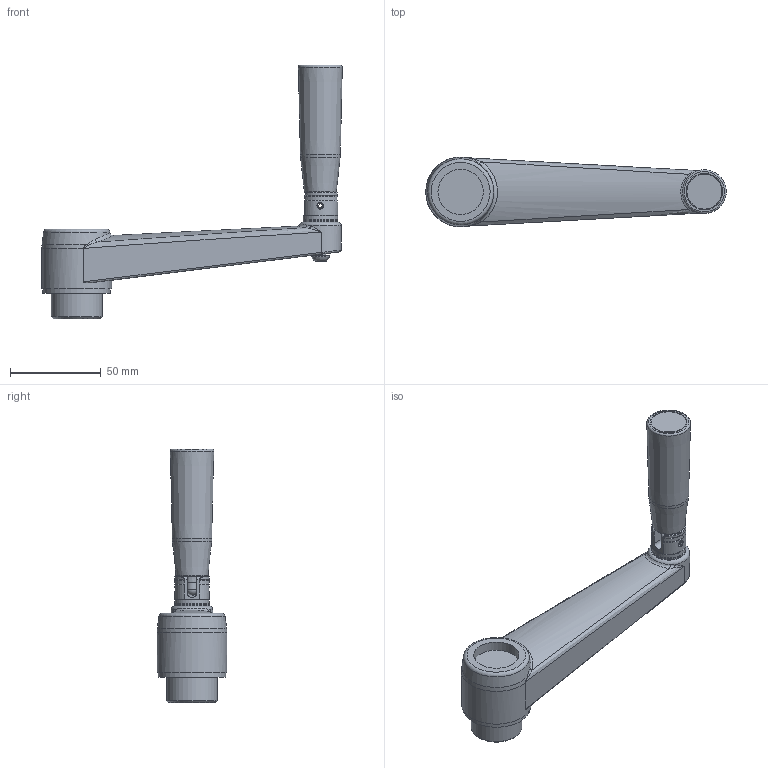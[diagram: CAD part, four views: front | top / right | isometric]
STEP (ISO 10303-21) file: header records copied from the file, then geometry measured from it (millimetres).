
FILE_DESCRIPTION( ( 'Unknown' ), '1' );
FILE_NAME( '6384150_MH130_PGR.stp', 'Unknown', ( 'Unknown' ), ( 'Unknown' ), 'PSStep 11.0', 'Unknown', ' ' );
FILE_SCHEMA( ( 'AUTOMOTIVE_DESIGN { 1 0 10303 214 1 1 1 1 }' ) );
Length unit declared in the file: millimetre
Products named in the file (2): 1831102
Bounding box: 165.73 x 38.5 x 139.85 mm (x, y, z)
Volume: 116846.7 mm3; surface area: 44008.6 mm2
Topology: 2 solids, 5 shells, 331 faces, 840 edges, 528 vertices
Faces by surface type: plane 165, cylinder 92, bspline 29, torus 23, cone 21, sphere 1
Full cylindrical faces by diameter (mm): 2.5 x1, 2.7 x1, 3.25 x2, 3.5 x1, 6 x3, 6.1 x1, 6.3 x1, 6.4 x2, 6.5 x1, 8.2 x1, 8.31 x1, 9 x1, 9.111 x1, 10 x1, 10.3 x1, 10.7 x1, 11 x1, 12 x1, 15.421 x1, 19 x2, 19.627 x1, 19.64 x1, 19.7 x1, 19.8 x1, 25 x1, 28 x1, 37.31 x1, 38.5 x1
Entity records: 17301 total; most frequent: CARTESIAN_POINT 7285, DIRECTION 1506, ORIENTED_EDGE 1460, EDGE_CURVE 730, AXIS2_PLACEMENT_3D 582, VERTEX_POINT 490, EDGE_LOOP 425, FACE_OUTER_BOUND 385
